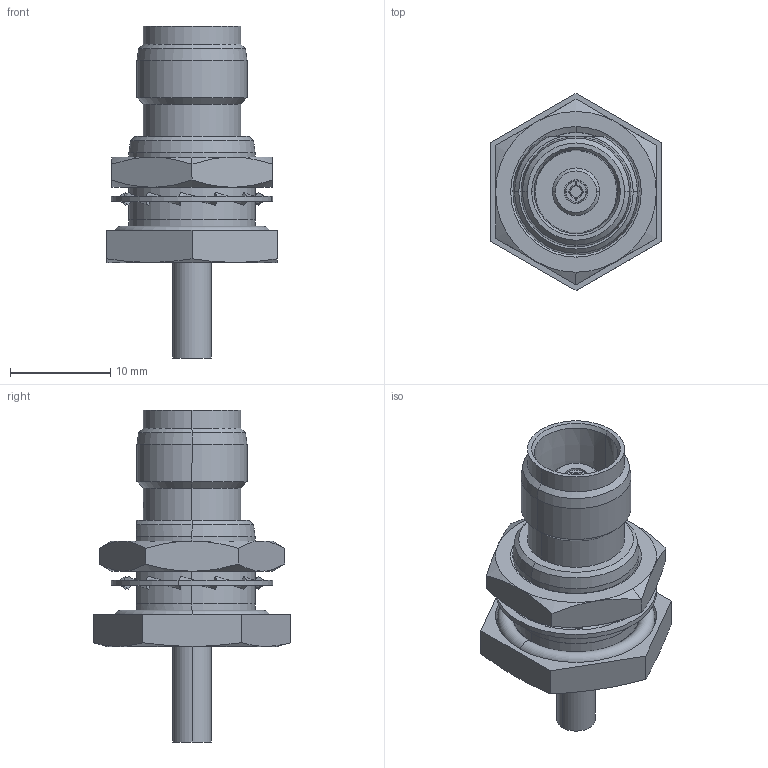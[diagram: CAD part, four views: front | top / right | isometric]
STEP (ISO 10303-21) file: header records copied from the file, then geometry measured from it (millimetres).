
FILE_DESCRIPTION (( 'STEP AP214' ), '1' );
FILE_NAME ('J01011A0061.STEP', '2015-10-28T15:05:02', ( '' ), ( '' ), 'SwSTEP 2.0', 'SolidWorks 2015', '' );
FILE_SCHEMA (( 'AUTOMOTIVE_DESIGN' ));
Length unit declared in the file: millimetre
Products named in the file (1): J01011A0061
Bounding box: 17 x 19.63 x 33.05 mm (x, y, z)
Volume: 2915.6 mm3; surface area: 2705.7 mm2
Topology: 3 solids, 3 shells, 225 faces, 554 edges, 352 vertices
Faces by surface type: plane 90, cylinder 51, cone 46, bspline 36, torus 2
Entity records: 9753 total; most frequent: CARTESIAN_POINT 2178, ORIENTED_EDGE 1108, DIRECTION 956, EDGE_CURVE 554, VERTEX_POINT 352, AXIS2_PLACEMENT_3D 338, VECTOR 280, LINE 280
